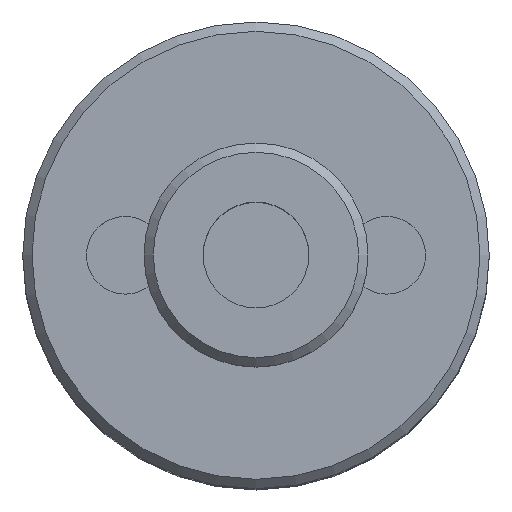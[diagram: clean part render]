
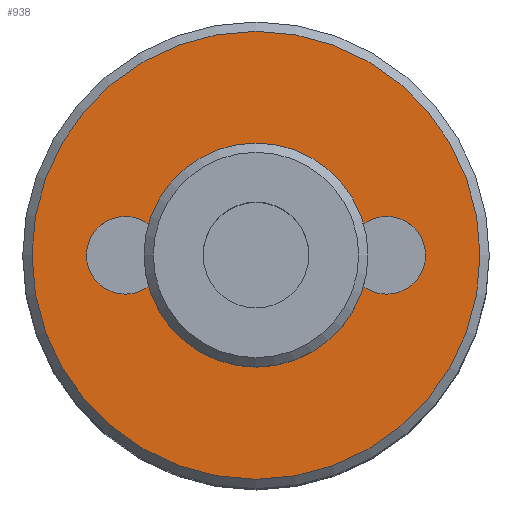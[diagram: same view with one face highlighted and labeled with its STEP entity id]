
A CAD part, top view. The second image highlights one B-rep face of the part: STEP entity #938.
In plain terms, the highlighted planar face has unit normal (0, 0, 1).
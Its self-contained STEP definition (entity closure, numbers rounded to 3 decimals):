
#104=ORIENTED_EDGE('',*,*,#218,.F.);
#105=ORIENTED_EDGE('',*,*,#219,.F.);
#106=ORIENTED_EDGE('',*,*,#220,.F.);
#107=ORIENTED_EDGE('',*,*,#217,.T.);
#217=EDGE_CURVE('',#280,#280,#335,.T.);
#218=EDGE_CURVE('',#281,#281,#336,.T.);
#219=EDGE_CURVE('',#282,#282,#337,.T.);
#220=EDGE_CURVE('',#283,#283,#338,.T.);
#280=VERTEX_POINT('',#1328);
#281=VERTEX_POINT('',#1331);
#282=VERTEX_POINT('',#1333);
#283=VERTEX_POINT('',#1335);
#335=CIRCLE('',#1005,2.9);
#336=CIRCLE('',#1007,7.2);
#337=CIRCLE('',#1008,1.25);
#338=CIRCLE('',#1009,1.25);
#395=EDGE_LOOP('',(#104));
#396=EDGE_LOOP('',(#105));
#397=EDGE_LOOP('',(#106));
#398=EDGE_LOOP('',(#107));
#485=FACE_BOUND('',#395,.T.);
#486=FACE_BOUND('',#396,.T.);
#487=FACE_BOUND('',#397,.T.);
#488=FACE_BOUND('',#398,.T.);
#555=PLANE('',#1006);
#938=ADVANCED_FACE('',(#485,#486,#487,#488),#555,.F.);
#1005=AXIS2_PLACEMENT_3D('',#1327,#1129,#1130);
#1006=AXIS2_PLACEMENT_3D('',#1329,#1131,#1132);
#1007=AXIS2_PLACEMENT_3D('',#1330,#1133,#1134);
#1008=AXIS2_PLACEMENT_3D('',#1332,#1135,#1136);
#1009=AXIS2_PLACEMENT_3D('',#1334,#1137,#1138);
#1129=DIRECTION('',(0.,0.,-1.));
#1130=DIRECTION('',(-1.,0.,0.));
#1131=DIRECTION('',(0.,0.,-1.));
#1132=DIRECTION('',(-1.,0.,0.));
#1133=DIRECTION('',(0.,0.,-1.));
#1134=DIRECTION('',(-1.,0.,0.));
#1135=DIRECTION('',(0.,0.,1.));
#1136=DIRECTION('',(1.,0.,0.));
#1137=DIRECTION('',(0.,0.,1.));
#1138=DIRECTION('',(1.,0.,0.));
#1327=CARTESIAN_POINT('',(0.,0.,-5.5));
#1328=CARTESIAN_POINT('',(-2.9,0.,-5.5));
#1329=CARTESIAN_POINT('',(0.,2.9,-5.5));
#1330=CARTESIAN_POINT('',(0.,0.,-5.5));
#1331=CARTESIAN_POINT('',(-7.2,0.,-5.5));
#1332=CARTESIAN_POINT('',(-4.2,0.,-5.5));
#1333=CARTESIAN_POINT('',(-2.95,0.,-5.5));
#1334=CARTESIAN_POINT('',(4.2,0.,-5.5));
#1335=CARTESIAN_POINT('',(5.45,0.,-5.5));
